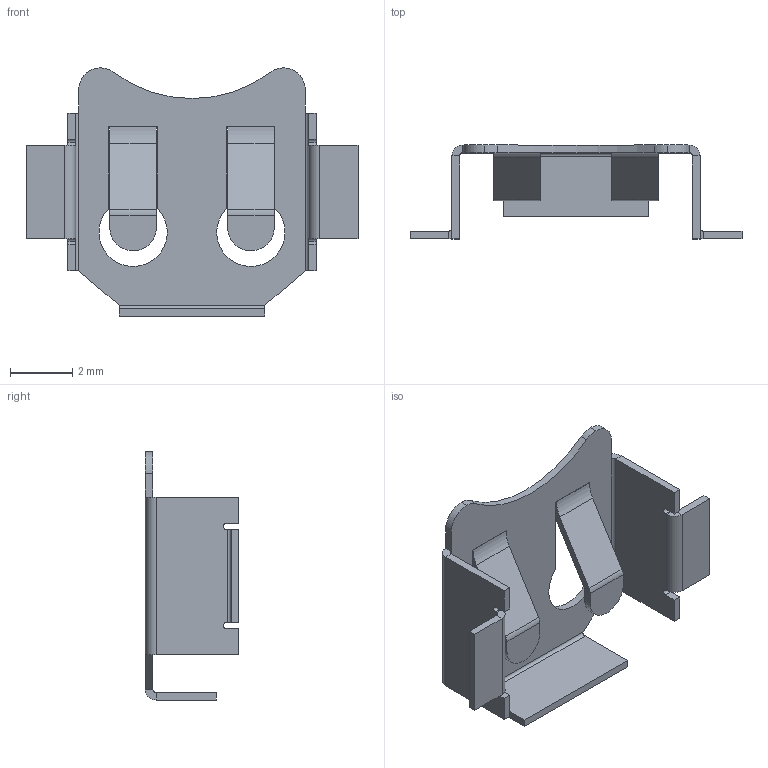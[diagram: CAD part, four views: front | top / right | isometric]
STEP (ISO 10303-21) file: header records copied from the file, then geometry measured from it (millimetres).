
FILE_DESCRIPTION (( 'STEP AP214' ), '1' );
FILE_NAME ('BK-879.STEP', '2025-01-08T12:59:14', ( '' ), ( '' ), 'SwSTEP 2.0', 'SolidWorks 2021', '' );
FILE_SCHEMA (( 'AUTOMOTIVE_DESIGN' ));
Length unit declared in the file: millimetre
Products named in the file (1): BK-879
Bounding box: 10.7 x 3.02 x 8 mm (x, y, z)
Volume: 24.2 mm3; surface area: 218.8 mm2
Topology: 3 solids, 3 shells, 120 faces, 278 edges, 164 vertices
Faces by surface type: plane 83, cylinder 37
Entity records: 3384 total; most frequent: DIRECTION 594, CARTESIAN_POINT 563, ORIENTED_EDGE 556, EDGE_CURVE 278, LINE 204, VECTOR 204, AXIS2_PLACEMENT_3D 195, VERTEX_POINT 164
